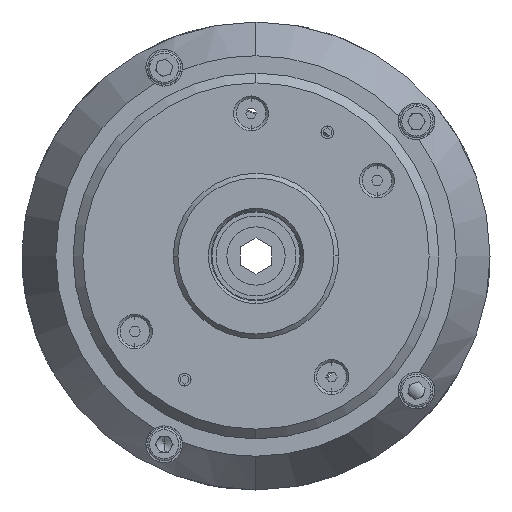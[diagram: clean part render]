
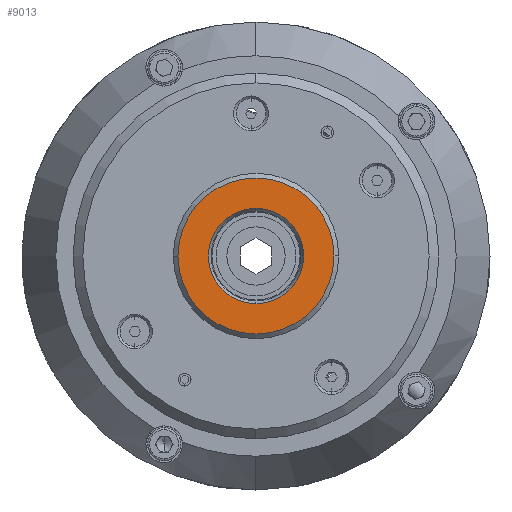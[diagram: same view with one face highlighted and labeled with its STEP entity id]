
A CAD part, left-side view. The second image highlights one B-rep face of the part: STEP entity #9013.
In plain terms, the highlighted planar face has unit normal (-1, 0, 0).
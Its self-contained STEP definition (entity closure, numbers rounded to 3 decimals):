
#1134 = DIRECTION ( 'NONE',  ( 1., 0., 0. ) ) ;
#1347 = DIRECTION ( 'NONE',  ( 0., 1., 0. ) ) ;
#1400 = CARTESIAN_POINT ( 'NONE',  ( 0., 0., 0. ) ) ;
#1512 = DIRECTION ( 'NONE',  ( 0., -1., 0. ) ) ;
#1539 = DIRECTION ( 'NONE',  ( -1., 0., 0. ) ) ;
#1561 = CARTESIAN_POINT ( 'NONE',  ( 0., 0., 0. ) ) ;
#1833 = PLANE ( 'NONE',  #12342 ) ;
#4571 = CIRCLE ( 'NONE', #10503, 20. ) ;
#6118 = CARTESIAN_POINT ( 'NONE',  ( 0., 0., 12.193 ) ) ;
#6827 = AXIS2_PLACEMENT_3D ( 'NONE', #17993, #17950, #17933 ) ;
#7139 = AXIS2_PLACEMENT_3D ( 'NONE', #23260, #23229, #23206 ) ;
#8676 = EDGE_CURVE ( 'NONE', #19779, #19156, #12571, .T. ) ;
#9013 = ADVANCED_FACE ( 'NONE', ( #10843, #10724 ), #1833, .F. ) ;
#10503 = AXIS2_PLACEMENT_3D ( 'NONE', #1561, #1539, #1512 ) ;
#10568 = EDGE_CURVE ( 'NONE', #20209, #20418, #4571, .T. ) ;
#10724 = FACE_OUTER_BOUND ( 'NONE', #10900, .T. ) ;
#10843 = FACE_BOUND ( 'NONE', #25762, .T. ) ;
#10900 = EDGE_LOOP ( 'NONE', ( #17815, #17361 ) ) ;
#12342 = AXIS2_PLACEMENT_3D ( 'NONE', #1400, #1134, #1347 ) ;
#12571 = CIRCLE ( 'NONE', #12840, 12.193 ) ;
#12840 = AXIS2_PLACEMENT_3D ( 'NONE', #14035, #13980, #13709 ) ;
#13298 = EDGE_CURVE ( 'NONE', #20418, #20209, #19479, .T. ) ;
#13519 = EDGE_CURVE ( 'NONE', #19156, #19779, #18709, .T. ) ;
#13709 = DIRECTION ( 'NONE',  ( 0., 1., 0. ) ) ;
#13980 = DIRECTION ( 'NONE',  ( 1., 0., 0. ) ) ;
#14029 = CARTESIAN_POINT ( 'NONE',  ( 0., -20., 0. ) ) ;
#14035 = CARTESIAN_POINT ( 'NONE',  ( 0., 0., 0. ) ) ;
#16856 = ORIENTED_EDGE ( 'NONE', *, *, #13519, .T. ) ;
#17040 = CARTESIAN_POINT ( 'NONE',  ( 0., 0., -12.193 ) ) ;
#17361 = ORIENTED_EDGE ( 'NONE', *, *, #13298, .T. ) ;
#17815 = ORIENTED_EDGE ( 'NONE', *, *, #10568, .T. ) ;
#17933 = DIRECTION ( 'NONE',  ( 0., 1., 0. ) ) ;
#17950 = DIRECTION ( 'NONE',  ( 1., 0., 0. ) ) ;
#17993 = CARTESIAN_POINT ( 'NONE',  ( 0., 0., 0. ) ) ;
#18709 = CIRCLE ( 'NONE', #6827, 12.193 ) ;
#19156 = VERTEX_POINT ( 'NONE', #17040 ) ;
#19479 = CIRCLE ( 'NONE', #7139, 20. ) ;
#19779 = VERTEX_POINT ( 'NONE', #6118 ) ;
#20209 = VERTEX_POINT ( 'NONE', #14029 ) ;
#20418 = VERTEX_POINT ( 'NONE', #20675 ) ;
#20675 = CARTESIAN_POINT ( 'NONE',  ( 0., 20., 0. ) ) ;
#22653 = ORIENTED_EDGE ( 'NONE', *, *, #8676, .T. ) ;
#23206 = DIRECTION ( 'NONE',  ( 0., -1., 0. ) ) ;
#23229 = DIRECTION ( 'NONE',  ( -1., 0., 0. ) ) ;
#23260 = CARTESIAN_POINT ( 'NONE',  ( 0., 0., 0. ) ) ;
#25762 = EDGE_LOOP ( 'NONE', ( #22653, #16856 ) ) ;
